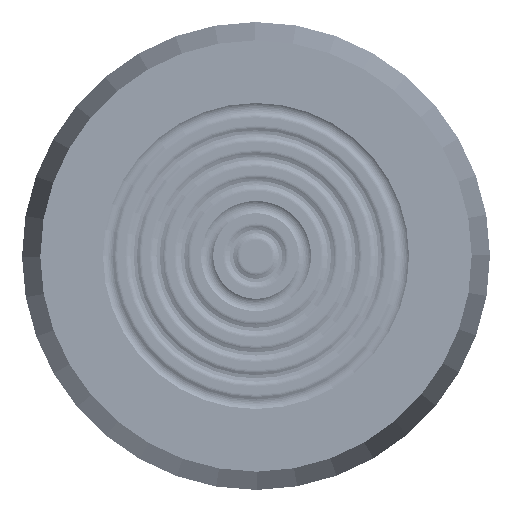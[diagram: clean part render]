
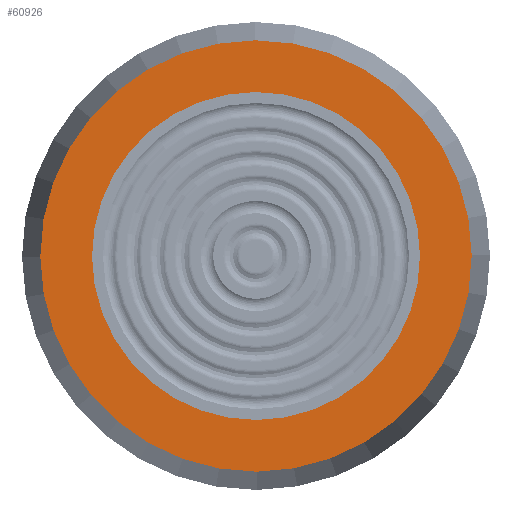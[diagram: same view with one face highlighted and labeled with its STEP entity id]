
A CAD part, left-side view. The second image highlights one B-rep face of the part: STEP entity #60926.
In plain terms, the highlighted planar face has unit normal (-1, 0, 0).
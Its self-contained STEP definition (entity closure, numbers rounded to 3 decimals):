
#4518=FACE_BOUND('',#15733,.T.);
#7726=PLANE('',#68923);
#11652=FACE_OUTER_BOUND('',#15732,.T.);
#15732=EDGE_LOOP('',(#56496));
#15733=EDGE_LOOP('',(#56497));
#16645=CIRCLE('',#68914,24.);
#16650=CIRCLE('',#68924,31.571);
#29005=VERTEX_POINT('',#139109);
#29007=VERTEX_POINT('',#139122);
#38178=EDGE_CURVE('',#29005,#29005,#16645,.T.);
#38184=EDGE_CURVE('',#29007,#29007,#16650,.T.);
#56496=ORIENTED_EDGE('',*,*,#38184,.F.);
#56497=ORIENTED_EDGE('',*,*,#38178,.T.);
#60926=ADVANCED_FACE('',(#11652,#4518),#7726,.T.);
#68914=AXIS2_PLACEMENT_3D('',#139110,#87219,#87220);
#68923=AXIS2_PLACEMENT_3D('',#139121,#87238,#87239);
#68924=AXIS2_PLACEMENT_3D('',#139123,#87240,#87241);
#87219=DIRECTION('center_axis',(1.,0.,0.));
#87220=DIRECTION('ref_axis',(0.,1.,0.));
#87238=DIRECTION('center_axis',(-1.,0.,0.));
#87239=DIRECTION('ref_axis',(0.,0.,1.));
#87240=DIRECTION('center_axis',(1.,0.,0.));
#87241=DIRECTION('ref_axis',(0.,0.,-1.));
#139109=CARTESIAN_POINT('',(-31.,-24.,0.));
#139110=CARTESIAN_POINT('Origin',(-31.,0.,0.));
#139121=CARTESIAN_POINT('Origin',(-31.,31.571,0.));
#139122=CARTESIAN_POINT('',(-31.,-31.571,0.));
#139123=CARTESIAN_POINT('Origin',(-31.,0.,0.));
